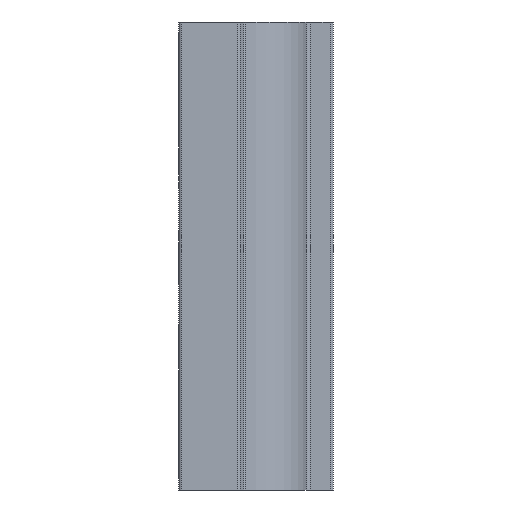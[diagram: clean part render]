
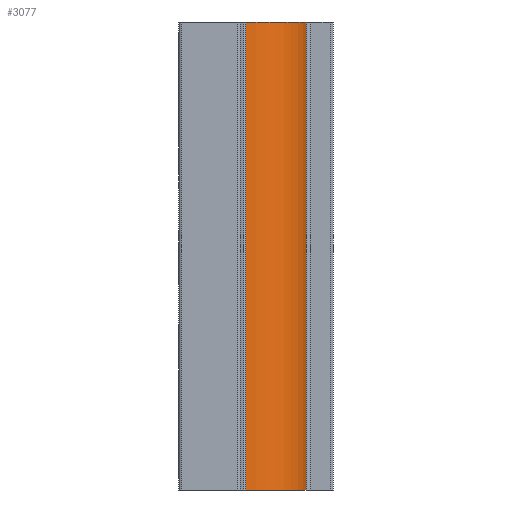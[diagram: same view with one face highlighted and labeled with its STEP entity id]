
A CAD part, left-side view. The second image highlights one B-rep face of the part: STEP entity #3077.
In plain terms, the highlighted cylindrical face has radius 7.1 mm (diameter 14.2 mm), a partial arc.
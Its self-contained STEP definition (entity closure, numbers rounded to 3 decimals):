
#105=CYLINDRICAL_SURFACE('',#3359,7.1);
#239=CIRCLE('',#3360,7.1);
#240=CIRCLE('',#3361,7.1);
#573=ORIENTED_EDGE('',*,*,#1387,.T.);
#574=ORIENTED_EDGE('',*,*,#1388,.F.);
#575=ORIENTED_EDGE('',*,*,#1389,.F.);
#576=ORIENTED_EDGE('',*,*,#1385,.T.);
#1385=EDGE_CURVE('',#1773,#1772,#2022,.T.);
#1387=EDGE_CURVE('',#1772,#1774,#239,.T.);
#1388=EDGE_CURVE('',#1775,#1774,#2023,.T.);
#1389=EDGE_CURVE('',#1773,#1775,#240,.T.);
#1772=VERTEX_POINT('',#5104);
#1773=VERTEX_POINT('',#5106);
#1774=VERTEX_POINT('',#5110);
#1775=VERTEX_POINT('',#5112);
#2022=LINE('',#5105,#2277);
#2023=LINE('',#5111,#2278);
#2277=VECTOR('',#3942,1000.);
#2278=VECTOR('',#3949,1000.);
#2486=EDGE_LOOP('',(#573,#574,#575,#576));
#2751=FACE_BOUND('',#2486,.T.);
#3077=ADVANCED_FACE('',(#2751),#105,.T.);
#3359=AXIS2_PLACEMENT_3D('',#5108,#3945,#3946);
#3360=AXIS2_PLACEMENT_3D('',#5109,#3947,#3948);
#3361=AXIS2_PLACEMENT_3D('',#5113,#3950,#3951);
#3942=DIRECTION('',(0.,0.,-1.));
#3945=DIRECTION('',(0.,0.,-1.));
#3946=DIRECTION('',(-1.,0.,0.));
#3947=DIRECTION('',(0.,0.,1.));
#3948=DIRECTION('',(1.,0.,0.));
#3949=DIRECTION('',(0.,0.,-1.));
#3950=DIRECTION('',(0.,0.,1.));
#3951=DIRECTION('',(1.,0.,0.));
#5104=CARTESIAN_POINT('',(18.368,2.95,0.));
#5105=CARTESIAN_POINT('',(18.368,2.95,51.));
#5106=CARTESIAN_POINT('',(18.368,2.95,51.));
#5108=CARTESIAN_POINT('',(16.5,9.8,51.));
#5109=CARTESIAN_POINT('',(16.5,9.8,0.));
#5110=CARTESIAN_POINT('',(23.594,9.516,0.));
#5111=CARTESIAN_POINT('',(23.594,9.516,51.));
#5112=CARTESIAN_POINT('',(23.594,9.516,51.));
#5113=CARTESIAN_POINT('',(16.5,9.8,51.));
